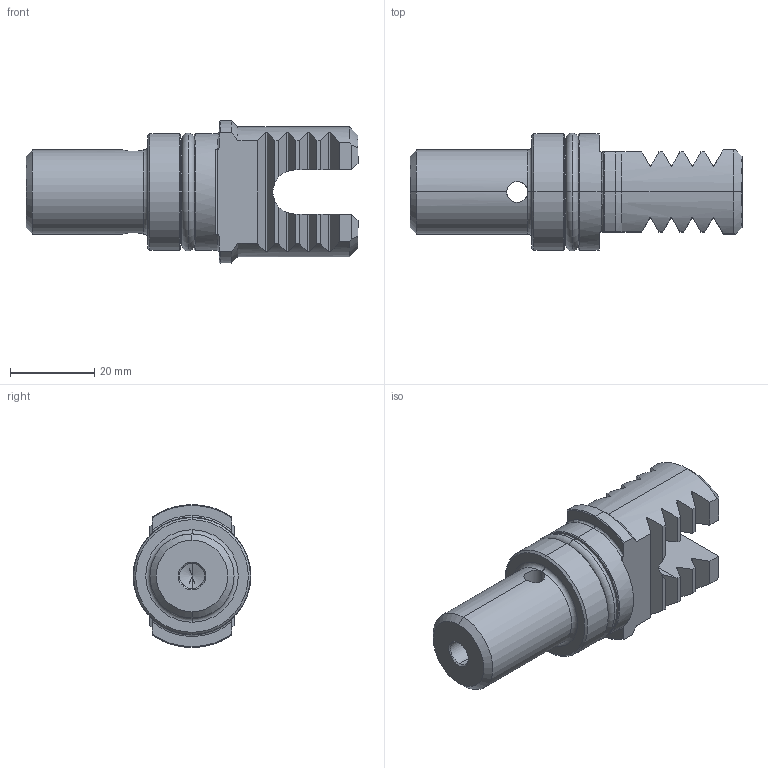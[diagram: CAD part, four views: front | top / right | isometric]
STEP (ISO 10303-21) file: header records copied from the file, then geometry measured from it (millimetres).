
FILE_DESCRIPTION (( 'STEP AP214' ), '1' );
FILE_NAME ('PS6-ER1.034.079.STEP', '2018-04-24T08:56:52', ( 'SWIAdmin' ), ( 'Hewlett-Packard Company' ), 'SwSTEP 2.0', 'SolidWorks 2017', '' );
FILE_SCHEMA (( 'AUTOMOTIVE_DESIGN' ));
Length unit declared in the file: millimetre
Products named in the file (3): PS6-ER1.034.079; PS6-ER1.034.079_B; DIN 3771 - 22x3
Assembly tree (2 placements, depth 2):
  PS6-ER1.034.079
    PS6-ER1.034.079_B
    DIN 3771 - 22x3
Bounding box: 79 x 28 x 34 mm (x, y, z)
Volume: 31396.4 mm3; surface area: 9974.4 mm2
Topology: 2 solids, 2 shells, 131 faces, 350 edges, 219 vertices
Faces by surface type: plane 64, cylinder 37, cone 21, torus 9
Entity records: 4555 total; most frequent: CARTESIAN_POINT 1333, ORIENTED_EDGE 696, DIRECTION 607, EDGE_CURVE 348, VERTEX_POINT 219, AXIS2_PLACEMENT_3D 217, VECTOR 173, LINE 173
